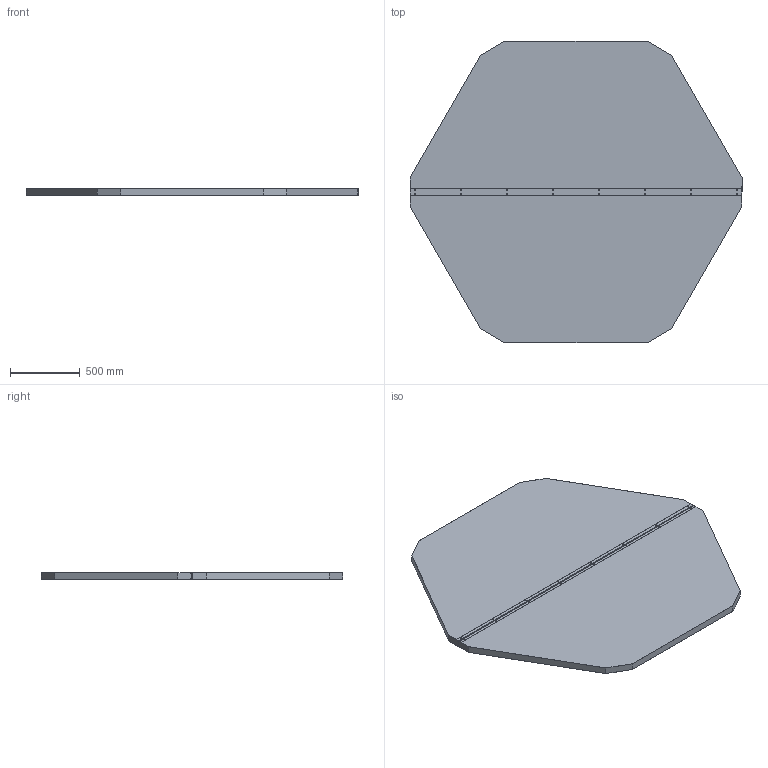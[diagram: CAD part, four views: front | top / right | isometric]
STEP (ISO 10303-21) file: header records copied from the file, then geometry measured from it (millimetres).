
FILE_DESCRIPTION (( 'STEP AP203' ), '1' );
FILE_NAME ('CV03-A51_REV_.step', '2025-08-17T05:09:43', ( '' ), ( '' ), 'SwSTEP 2.0', 'SolidWorks 2024', '' );
FILE_SCHEMA (( 'CONFIG_CONTROL_DESIGN' ));
Length unit declared in the file: millimetre
Products named in the file (6): pop rivet_M4-RIVET; TMP-0010_TMP-0010-LDA; CV03-C-16; CV03-A51_REV_; TMP-0010_TMP-0010-LDB
Assembly tree (36 placements, depth 2):
  CV03-A51_REV_
    TMP-0010_TMP-0010-LDB
    TMP-0010_TMP-0010-LDA
    CV03-C-16
    CV03-C-16
    pop rivet_M4-RIVET  x32
Bounding box: 2380 x 2163.96 x 54 mm (x, y, z)
Volume: 200504654.1 mm3; surface area: 25713635.5 mm2
Topology: 40 solids, 40 shells, 808 faces, 1896 edges, 1136 vertices
Faces by surface type: cylinder 356, plane 196, torus 128, cone 64, bspline 64
Entity records: 14226 total; most frequent: DIRECTION 2380, CARTESIAN_POINT 2175, ORIENTED_EDGE 2048, EDGE_CURVE 1024, AXIS2_PLACEMENT_3D 916, VERTEX_POINT 671, EDGE_LOOP 567, LINE 548
